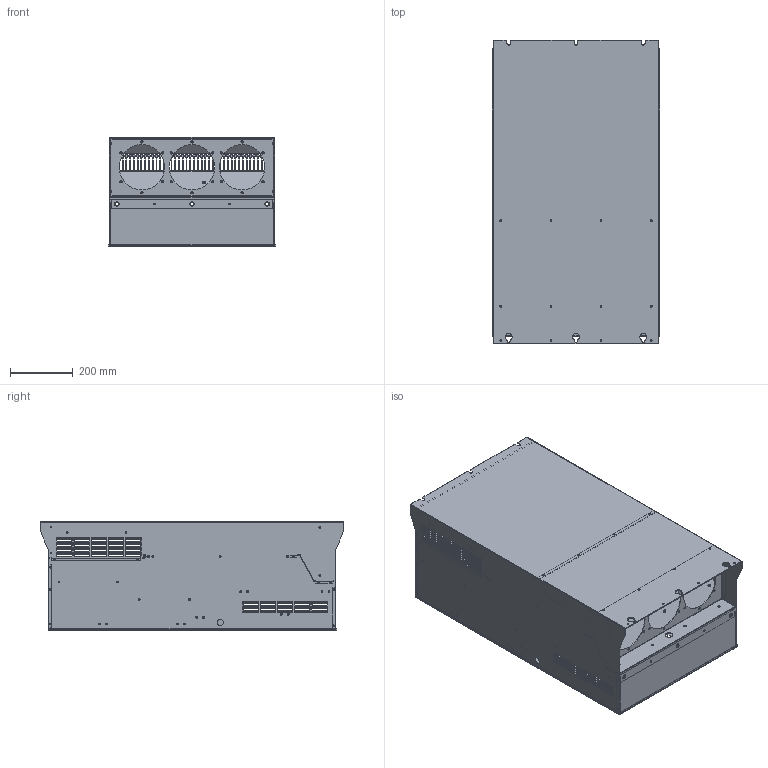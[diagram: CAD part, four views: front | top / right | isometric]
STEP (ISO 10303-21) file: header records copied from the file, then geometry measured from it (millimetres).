
FILE_DESCRIPTION((''),'2;1');
FILE_NAME('S38_ASM','2020-05-25T',('Xin'),(''),'PRO/ENGINEER BY PARAMETRIC TECHNOLOGY CORPORATION, 2010280','PRO/ENGINEER BY PARAMETRIC TECHNOLOGY CORPORATION, 2010280','');
FILE_SCHEMA(('CONFIG_CONTROL_DESIGN'));
Products named in the file (1): S38_ASM
Bounding box: 534 x 970 x 350 mm (x, y, z)
Volume: 3251686.1 mm3; surface area: 5029465 mm2
Topology: 3 solids, 8 shells, 2363 faces, 6279 edges, 3936 vertices
Faces by surface type: cylinder 1187, plane 988, cone 160, bspline 28
Entity records: 76073 total; most frequent: CARTESIAN_POINT 13893, DIRECTION 13413, ORIENTED_EDGE 12550, EDGE_CURVE 6279, AXIS2_PLACEMENT_3D 4858, VERTEX_POINT 3936, VECTOR 3697, LINE 3697
